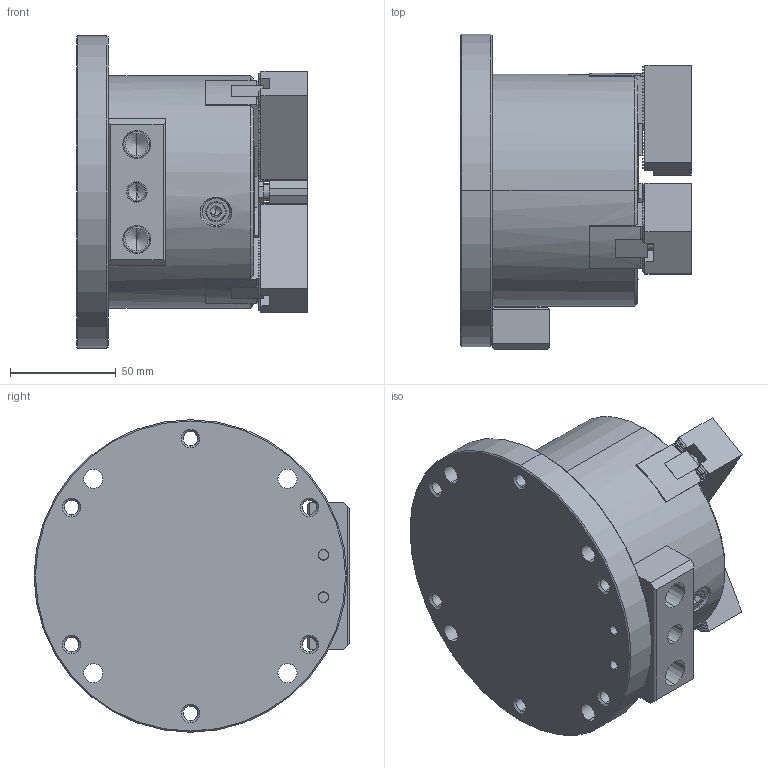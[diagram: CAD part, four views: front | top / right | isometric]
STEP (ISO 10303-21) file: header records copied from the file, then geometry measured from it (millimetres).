
FILE_DESCRIPTION (( 'STEP AP203' ), '1' );
FILE_NAME ('CF-SP-304.STEP', '2022-07-12T05:12:27', ( '' ), ( '' ), 'SwSTEP 2.0', 'SolidWorks 2020', '' );
FILE_SCHEMA (( 'CONFIG_CONTROL_DESIGN' ));
Length unit declared in the file: millimetre
Products named in the file (15): CF-SU-308-07000; CF-SP-304; CF-SP-304-01010; CF-3H-204-04000(T型塊); CF-SP-304-02010; SJ-04; CF-SP-304-03010; 錐平頭六角孔螺栓_M3x6; M6黃油嘴; CF-SP-304-06010; 圓頭內六角螺栓_M6x30; CF-SP-304-07000; 圓頭內六角螺栓_M8x20; CF-SP-304-08000; 油管塞頭_PT 1_8
Assembly tree (36 placements, depth 2):
  CF-SP-304
    CF-SP-304-01010
    CF-SP-304-02010
    CF-SP-304-03010  x3
    CF-SP-304-06010
    CF-SP-304-07000
    CF-SP-304-08000  x3
    CF-SU-308-07000
    CF-3H-204-04000(T型塊)  x3
    SJ-04  x3
    M6黃油嘴
    錐平頭六角孔螺栓_M3x6  x9
    圓頭內六角螺栓_M6x30  x2
    圓頭內六角螺栓_M8x20  x6
    油管塞頭_PT 1_8
Bounding box: 109.3 x 149.5 x 148 mm (x, y, z)
Volume: 1025865.1 mm3; surface area: 174659.4 mm2
Topology: 37 solids, 37 shells, 2116 faces, 5761 edges, 3706 vertices
Faces by surface type: plane 1351, cylinder 515, cone 232, torus 12, sphere 6
Entity records: 28043 total; most frequent: CARTESIAN_POINT 5186, ORIENTED_EDGE 4376, DIRECTION 4240, EDGE_CURVE 2188, LINE 1514, VECTOR 1514, VERTEX_POINT 1415, AXIS2_PLACEMENT_3D 1363
